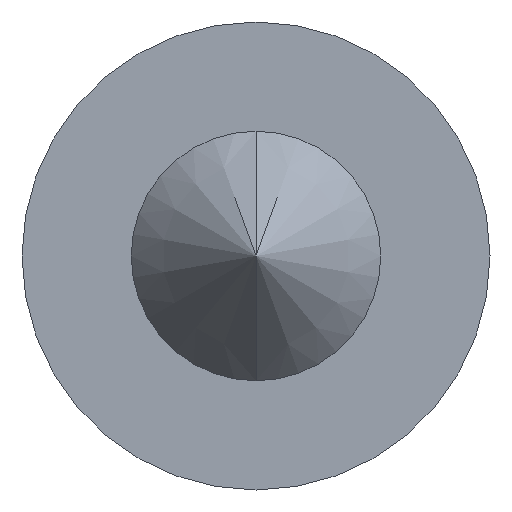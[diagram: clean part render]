
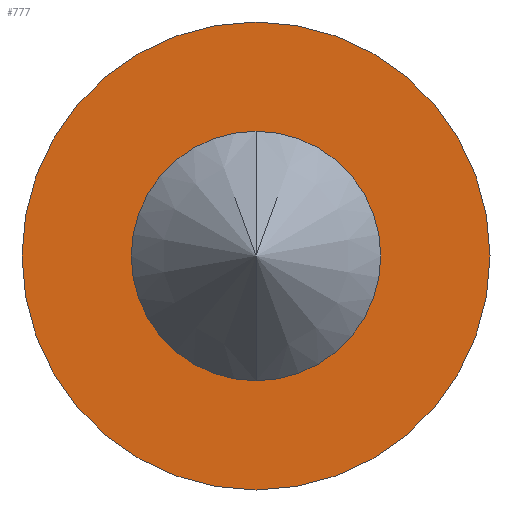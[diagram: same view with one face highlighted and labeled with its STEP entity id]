
A CAD part, front view. The second image highlights one B-rep face of the part: STEP entity #777.
In plain terms, the highlighted planar face has unit normal (0, -1, 0).
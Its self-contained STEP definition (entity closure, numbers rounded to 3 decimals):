
#70 = FACE_BOUND ( 'NONE', #358, .T. ) ;
#73 = FACE_OUTER_BOUND ( 'NONE', #359, .T. ) ;
#76 = AXIS2_PLACEMENT_3D ( 'NONE', #644, #645, #646 ) ;
#254 = CARTESIAN_POINT ( 'NONE',  ( 0., 0., -7.5 ) ) ;
#255 = CARTESIAN_POINT ( 'NONE',  ( 0., 0., 7.5 ) ) ;
#256 = CARTESIAN_POINT ( 'NONE',  ( 0., 0., 3.5 ) ) ;
#259 = CARTESIAN_POINT ( 'NONE',  ( 0., 0., -3.5 ) ) ;
#271 = CARTESIAN_POINT ( 'NONE',  ( 0., 0., 0. ) ) ;
#275 = DIRECTION ( 'NONE',  ( 0., 1., 0. ) ) ;
#276 = DIRECTION ( 'NONE',  ( 0., 0., 1. ) ) ;
#358 = EDGE_LOOP ( 'NONE', ( #436, #437 ) ) ;
#359 = EDGE_LOOP ( 'NONE', ( #439, #438 ) ) ;
#436 = ORIENTED_EDGE ( 'NONE', *, *, #858, .T. ) ;
#437 = ORIENTED_EDGE ( 'NONE', *, *, #811, .T. ) ;
#438 = ORIENTED_EDGE ( 'NONE', *, *, #810, .F. ) ;
#439 = ORIENTED_EDGE ( 'NONE', *, *, #823, .F. ) ;
#538 = CARTESIAN_POINT ( 'NONE',  ( 0., 0., 0. ) ) ;
#542 = DIRECTION ( 'NONE',  ( 0., 1., 0. ) ) ;
#543 = DIRECTION ( 'NONE',  ( 0., 0., -1. ) ) ;
#643 = PLANE ( 'NONE',  #76 ) ;
#644 = CARTESIAN_POINT ( 'NONE',  ( 0., 0., 3. ) ) ;
#645 = DIRECTION ( 'NONE',  ( 0., -1., 0. ) ) ;
#646 = DIRECTION ( 'NONE',  ( 0., 0., -1. ) ) ;
#688 = AXIS2_PLACEMENT_3D ( 'NONE', #698, #699, #700 ) ;
#689 = AXIS2_PLACEMENT_3D ( 'NONE', #701, #702, #703 ) ;
#694 = AXIS2_PLACEMENT_3D ( 'NONE', #271, #275, #276 ) ;
#698 = CARTESIAN_POINT ( 'NONE',  ( 0., 0., 0. ) ) ;
#699 = DIRECTION ( 'NONE',  ( 0., 1., 0. ) ) ;
#700 = DIRECTION ( 'NONE',  ( 0., 0., 1. ) ) ;
#701 = CARTESIAN_POINT ( 'NONE',  ( 0., 0., 0. ) ) ;
#702 = DIRECTION ( 'NONE',  ( 0., 1., 0. ) ) ;
#703 = DIRECTION ( 'NONE',  ( 0., 0., -1. ) ) ;
#750 = AXIS2_PLACEMENT_3D ( 'NONE', #538, #542, #543 ) ;
#756 = VERTEX_POINT ( 'NONE', #254 ) ;
#757 = VERTEX_POINT ( 'NONE', #255 ) ;
#758 = VERTEX_POINT ( 'NONE', #256 ) ;
#761 = VERTEX_POINT ( 'NONE', #259 ) ;
#777 = ADVANCED_FACE ( 'NONE', ( #70, #73 ), #643, .T. ) ;
#810 = EDGE_CURVE ( 'NONE', #756, #757, #875, .T. ) ;
#811 = EDGE_CURVE ( 'NONE', #758, #761, #876, .T. ) ;
#823 = EDGE_CURVE ( 'NONE', #757, #756, #885, .T. ) ;
#858 = EDGE_CURVE ( 'NONE', #761, #758, #895, .T. ) ;
#875 = CIRCLE ( 'NONE', #688, 7.5 ) ;
#876 = CIRCLE ( 'NONE', #689, 3.5 ) ;
#885 = CIRCLE ( 'NONE', #694, 7.5 ) ;
#895 = CIRCLE ( 'NONE', #750, 3.5 ) ;
